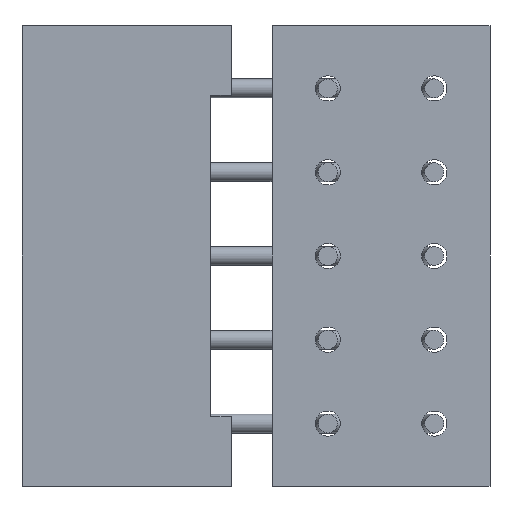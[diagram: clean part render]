
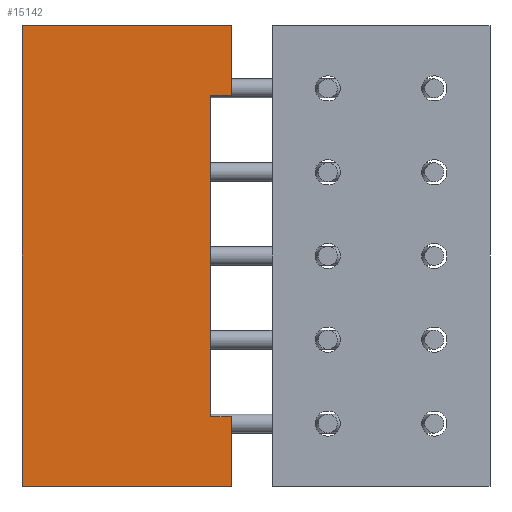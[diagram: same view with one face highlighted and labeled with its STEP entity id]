
A CAD part, left-side view. The second image highlights one B-rep face of the part: STEP entity #15142.
In plain terms, the highlighted planar face has unit normal (-1, 0, 0).
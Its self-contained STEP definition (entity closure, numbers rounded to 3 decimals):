
#14334 = VERTEX_POINT ( 'NONE', #20256 ) ;
#14336 = EDGE_CURVE ( 'NONE', #14337, #14334, #20255, .T. ) ;
#14337 = VERTEX_POINT ( 'NONE', #20251 ) ;
#14351 = VERTEX_POINT ( 'NONE', #20311 ) ;
#14353 = EDGE_CURVE ( 'NONE', #14369, #14351, #20309, .T. ) ;
#14369 = VERTEX_POINT ( 'NONE', #20369 ) ;
#15104 = EDGE_CURVE ( 'NONE', #15105, #15106, #22431, .T. ) ;
#15105 = VERTEX_POINT ( 'NONE', #22427 ) ;
#15106 = VERTEX_POINT ( 'NONE', #22426 ) ;
#15116 = ORIENTED_EDGE ( 'NONE', *, *, #15117, .F. ) ;
#15117 = EDGE_CURVE ( 'NONE', #15118, #14351, #22411, .T. ) ;
#15118 = VERTEX_POINT ( 'NONE', #22469 ) ;
#15119 = ORIENTED_EDGE ( 'NONE', *, *, #15120, .F. ) ;
#15120 = EDGE_CURVE ( 'NONE', #15121, #15118, #22468, .T. ) ;
#15121 = VERTEX_POINT ( 'NONE', #22464 ) ;
#15122 = ORIENTED_EDGE ( 'NONE', *, *, #15123, .T. ) ;
#15123 = EDGE_CURVE ( 'NONE', #15121, #14337, #22463, .T. ) ;
#15124 = ORIENTED_EDGE ( 'NONE', *, *, #14336, .T. ) ;
#15125 = ORIENTED_EDGE ( 'NONE', *, *, #15126, .T. ) ;
#15126 = EDGE_CURVE ( 'NONE', #14334, #15106, #22459, .T. ) ;
#15127 = ORIENTED_EDGE ( 'NONE', *, *, #15104, .F. ) ;
#15128 = ORIENTED_EDGE ( 'NONE', *, *, #15189, .F. ) ;
#15142 = ADVANCED_FACE ( 'NONE', ( #22489 ), #22474, .T. ) ;
#15189 = EDGE_CURVE ( 'NONE', #14369, #15105, #22605, .T. ) ;
#15190 = ORIENTED_EDGE ( 'NONE', *, *, #14353, .T. ) ;
#15202 = EDGE_LOOP ( 'NONE', ( #15116, #15119, #15122, #15124, #15125, #15127, #15128, #15190 ) ) ;
#20251 = CARTESIAN_POINT ( 'NONE',  ( -3.9, -5., 3.836 ) ) ;
#20252 = DIRECTION ( 'NONE',  ( 0., 0., 1. ) ) ;
#20253 = VECTOR ( 'NONE', #20252, 1000. ) ;
#20254 = CARTESIAN_POINT ( 'NONE',  ( -3.9, -5., -5.5 ) ) ;
#20255 = LINE ( 'NONE', #20254, #20253 ) ;
#20256 = CARTESIAN_POINT ( 'NONE',  ( -3.9, -5., 5.5 ) ) ;
#20306 = DIRECTION ( 'NONE',  ( 0., 0., 1. ) ) ;
#20307 = VECTOR ( 'NONE', #20306, 1000. ) ;
#20308 = CARTESIAN_POINT ( 'NONE',  ( -3.9, -5., -5.5 ) ) ;
#20309 = LINE ( 'NONE', #20308, #20307 ) ;
#20311 = CARTESIAN_POINT ( 'NONE',  ( -3.9, -5., -3.836 ) ) ;
#20369 = CARTESIAN_POINT ( 'NONE',  ( -3.9, -5., -5.5 ) ) ;
#22410 = CARTESIAN_POINT ( 'NONE',  ( -3.9, -4.5, -3.836 ) ) ;
#22411 = LINE ( 'NONE', #22410, #22471 ) ;
#22426 = CARTESIAN_POINT ( 'NONE',  ( -3.9, 0., 5.5 ) ) ;
#22427 = CARTESIAN_POINT ( 'NONE',  ( -3.9, 0., -5.5 ) ) ;
#22428 = DIRECTION ( 'NONE',  ( 0., 0., 1. ) ) ;
#22429 = VECTOR ( 'NONE', #22428, 1000. ) ;
#22430 = CARTESIAN_POINT ( 'NONE',  ( -3.9, 0., -5.5 ) ) ;
#22431 = LINE ( 'NONE', #22430, #22429 ) ;
#22456 = DIRECTION ( 'NONE',  ( 0., 1., 0. ) ) ;
#22457 = VECTOR ( 'NONE', #22456, 1000. ) ;
#22458 = CARTESIAN_POINT ( 'NONE',  ( -3.9, -5., 5.5 ) ) ;
#22459 = LINE ( 'NONE', #22458, #22457 ) ;
#22460 = DIRECTION ( 'NONE',  ( 0., -1., 0. ) ) ;
#22461 = VECTOR ( 'NONE', #22460, 1000. ) ;
#22462 = CARTESIAN_POINT ( 'NONE',  ( -3.9, -4.5, 3.836 ) ) ;
#22463 = LINE ( 'NONE', #22462, #22461 ) ;
#22464 = CARTESIAN_POINT ( 'NONE',  ( -3.9, -4.5, 3.836 ) ) ;
#22465 = DIRECTION ( 'NONE',  ( 0., 0., -1. ) ) ;
#22466 = VECTOR ( 'NONE', #22465, 1000. ) ;
#22467 = CARTESIAN_POINT ( 'NONE',  ( -3.9, -4.5, 3.836 ) ) ;
#22468 = LINE ( 'NONE', #22467, #22466 ) ;
#22469 = CARTESIAN_POINT ( 'NONE',  ( -3.9, -4.5, -3.836 ) ) ;
#22470 = DIRECTION ( 'NONE',  ( 0., -1., 0. ) ) ;
#22471 = VECTOR ( 'NONE', #22470, 1000. ) ;
#22472 = CARTESIAN_POINT ( 'NONE',  ( -3.9, -5., -5.5 ) ) ;
#22473 = AXIS2_PLACEMENT_3D ( 'NONE', #22472, #22530, #22529 ) ;
#22474 = PLANE ( 'NONE',  #22473 ) ;
#22489 = FACE_OUTER_BOUND ( 'NONE', #15202, .T. ) ;
#22529 = DIRECTION ( 'NONE',  ( 0., 0., 1. ) ) ;
#22530 = DIRECTION ( 'NONE',  ( -1., 0., 0. ) ) ;
#22602 = DIRECTION ( 'NONE',  ( 0., 1., 0. ) ) ;
#22603 = VECTOR ( 'NONE', #22602, 1000. ) ;
#22604 = CARTESIAN_POINT ( 'NONE',  ( -3.9, -5., -5.5 ) ) ;
#22605 = LINE ( 'NONE', #22604, #22603 ) ;
